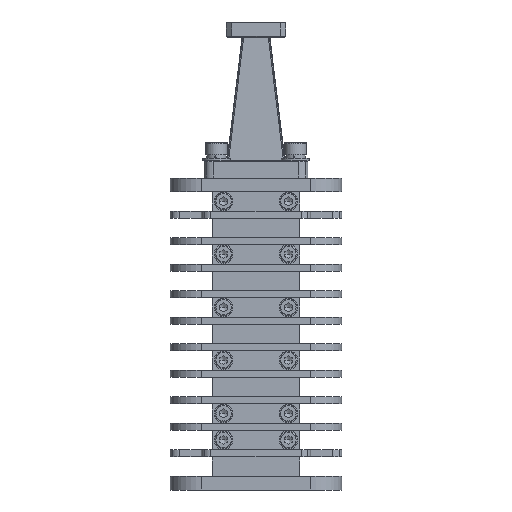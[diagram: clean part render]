
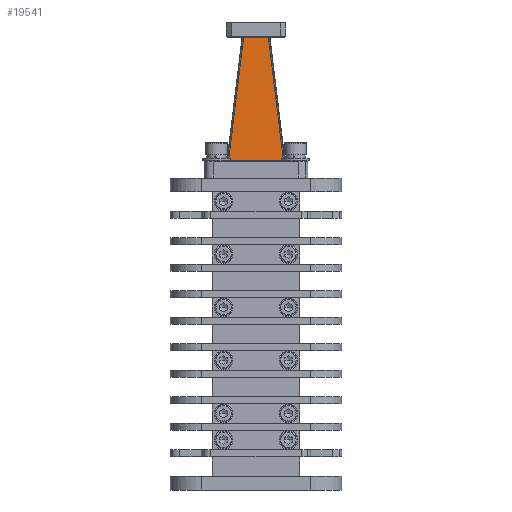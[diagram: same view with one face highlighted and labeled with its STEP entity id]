
A CAD part, left-side view. The second image highlights one B-rep face of the part: STEP entity #19541.
In plain terms, the highlighted planar face has unit normal (-0.998, 0, 0.061).
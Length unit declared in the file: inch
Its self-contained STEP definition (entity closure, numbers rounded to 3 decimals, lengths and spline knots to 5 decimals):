
#9 = CARTESIAN_POINT ( 'NONE',  ( -4.38661, 0.39173, 2.69051 ) ) ;
#541 = CARTESIAN_POINT ( 'NONE',  ( -4.38732, 0.37063, 2.67888 ) ) ;
#2280 = DIRECTION ( 'NONE',  ( 0., -1., 0. ) ) ;
#2428 = LINE ( 'NONE', #12874, #11613 ) ;
#2514 = VERTEX_POINT ( 'NONE', #20362 ) ;
#2536 = ORIENTED_EDGE ( 'NONE', *, *, #4663, .F. ) ;
#2959 = DIRECTION ( 'NONE',  ( -0.06, -0.121, -0.991 ) ) ;
#4009 = CARTESIAN_POINT ( 'NONE',  ( -4.37535, 1.10653, 2.87573 ) ) ;
#4238 = DIRECTION ( 'NONE',  ( 0., 1., 0. ) ) ;
#4434 = CARTESIAN_POINT ( 'NONE',  ( -4.28029, 0.60437, 4.43891 ) ) ;
#4532 = ORIENTED_EDGE ( 'NONE', *, *, #13228, .F. ) ;
#4663 = EDGE_CURVE ( 'NONE', #9910, #9487, #6822, .T. ) ;
#4965 = CARTESIAN_POINT ( 'NONE',  ( -4.38463, 1.1251, 2.72307 ) ) ;
#5012 = DIRECTION ( 'NONE',  ( 0., -1., 0. ) ) ;
#6673 = VECTOR ( 'NONE', #18701, 39.37008 ) ;
#6822 = LINE ( 'NONE', #9, #15326 ) ;
#7803 = ORIENTED_EDGE ( 'NONE', *, *, #9386, .F. ) ;
#9386 = EDGE_CURVE ( 'NONE', #9487, #12706, #2428, .T. ) ;
#9487 = VERTEX_POINT ( 'NONE', #16612 ) ;
#9910 = VERTEX_POINT ( 'NONE', #4434 ) ;
#11613 = VECTOR ( 'NONE', #4238, 39.37008 ) ;
#12706 = VERTEX_POINT ( 'NONE', #4009 ) ;
#12874 = CARTESIAN_POINT ( 'NONE',  ( -4.37535, 0.56551, 2.87573 ) ) ;
#13172 = LINE ( 'NONE', #18166, #16071 ) ;
#13228 = EDGE_CURVE ( 'NONE', #2514, #9910, #13172, .T. ) ;
#13698 = EDGE_CURVE ( 'NONE', #12706, #2514, #16774, .T. ) ;
#14613 = EDGE_LOOP ( 'NONE', ( #4532, #18342, #7803, #2536 ) ) ;
#15326 = VECTOR ( 'NONE', #2959, 39.37008 ) ;
#16071 = VECTOR ( 'NONE', #2280, 39.37008 ) ;
#16612 = CARTESIAN_POINT ( 'NONE',  ( -4.37535, 0.41425, 2.87573 ) ) ;
#16774 = LINE ( 'NONE', #4965, #6673 ) ;
#17152 = FACE_OUTER_BOUND ( 'NONE', #14613, .T. ) ;
#18166 = CARTESIAN_POINT ( 'NONE',  ( -4.28029, 0.37063, 4.43891 ) ) ;
#18342 = ORIENTED_EDGE ( 'NONE', *, *, #13698, .F. ) ;
#18701 = DIRECTION ( 'NONE',  ( 0.06, -0.121, 0.991 ) ) ;
#19186 = AXIS2_PLACEMENT_3D ( 'NONE', #541, #21305, #5012 ) ;
#19541 = ADVANCED_FACE ( 'NONE', ( #17152 ), #22379, .F. ) ;
#20362 = CARTESIAN_POINT ( 'NONE',  ( -4.28029, 0.91641, 4.43891 ) ) ;
#21305 = DIRECTION ( 'NONE',  ( 0.998, 0., -0.061 ) ) ;
#22379 = PLANE ( 'NONE',  #19186 ) ;
